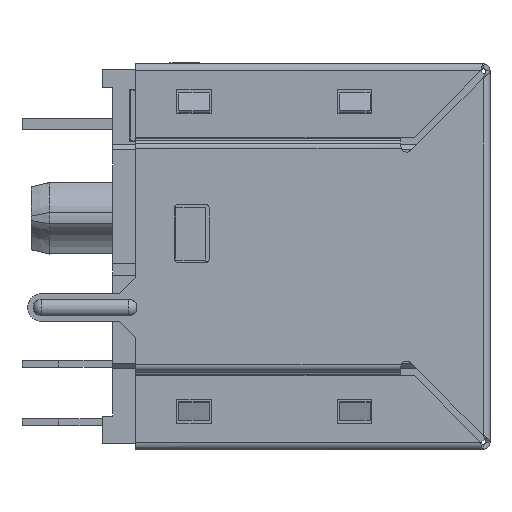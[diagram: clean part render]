
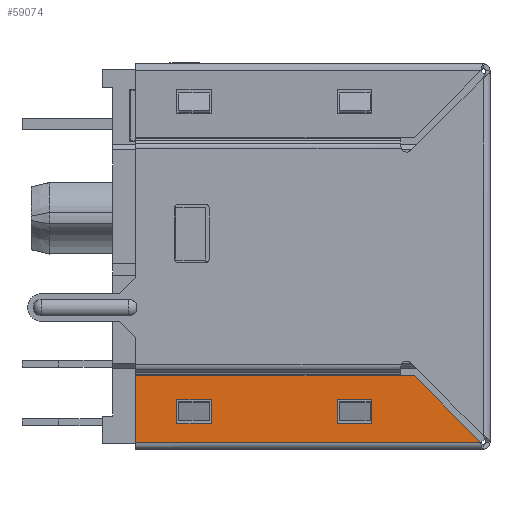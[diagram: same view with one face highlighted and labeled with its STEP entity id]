
A CAD part, left-side view. The second image highlights one B-rep face of the part: STEP entity #59074.
In plain terms, the highlighted planar face has unit normal (-1, 0, 0.018).
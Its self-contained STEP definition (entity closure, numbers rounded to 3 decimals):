
#11340=ORIENTED_EDGE('',*,*,#19489,.F.);
#11341=ORIENTED_EDGE('',*,*,#19490,.F.);
#11342=ORIENTED_EDGE('',*,*,#19491,.F.);
#11343=ORIENTED_EDGE('',*,*,#19492,.F.);
#11344=ORIENTED_EDGE('',*,*,#19493,.F.);
#11345=ORIENTED_EDGE('',*,*,#19494,.F.);
#11346=ORIENTED_EDGE('',*,*,#19495,.F.);
#11347=ORIENTED_EDGE('',*,*,#19496,.F.);
#11348=ORIENTED_EDGE('',*,*,#19497,.T.);
#11349=ORIENTED_EDGE('',*,*,#19453,.T.);
#11350=ORIENTED_EDGE('',*,*,#19457,.T.);
#11351=ORIENTED_EDGE('',*,*,#19498,.T.);
#19453=EDGE_CURVE('',#24264,#24260,#29577,.T.);
#19457=EDGE_CURVE('',#24260,#24266,#29580,.T.);
#19489=EDGE_CURVE('',#24294,#24295,#29612,.T.);
#19490=EDGE_CURVE('',#24296,#24294,#29613,.T.);
#19491=EDGE_CURVE('',#24297,#24296,#29614,.T.);
#19492=EDGE_CURVE('',#24295,#24297,#29615,.T.);
#19493=EDGE_CURVE('',#24298,#24299,#29616,.T.);
#19494=EDGE_CURVE('',#24300,#24298,#29617,.T.);
#19495=EDGE_CURVE('',#24301,#24300,#29618,.T.);
#19496=EDGE_CURVE('',#24299,#24301,#29619,.T.);
#19497=EDGE_CURVE('',#24302,#24264,#29620,.T.);
#19498=EDGE_CURVE('',#24266,#24302,#29621,.T.);
#24260=VERTEX_POINT('',#84239);
#24264=VERTEX_POINT('',#84258);
#24266=VERTEX_POINT('',#84264);
#24294=VERTEX_POINT('',#84330);
#24295=VERTEX_POINT('',#84331);
#24296=VERTEX_POINT('',#84333);
#24297=VERTEX_POINT('',#84335);
#24298=VERTEX_POINT('',#84338);
#24299=VERTEX_POINT('',#84339);
#24300=VERTEX_POINT('',#84341);
#24301=VERTEX_POINT('',#84343);
#24302=VERTEX_POINT('',#84346);
#29577=LINE('',#84257,#34978);
#29580=LINE('',#84265,#34981);
#29612=LINE('',#84329,#35013);
#29613=LINE('',#84332,#35014);
#29614=LINE('',#84334,#35015);
#29615=LINE('',#84336,#35016);
#29616=LINE('',#84337,#35017);
#29617=LINE('',#84340,#35018);
#29618=LINE('',#84342,#35019);
#29619=LINE('',#84344,#35020);
#29620=LINE('',#84345,#35021);
#29621=LINE('',#84347,#35022);
#34978=VECTOR('',#70790,1000.);
#34981=VECTOR('',#70797,1000.);
#35013=VECTOR('',#70839,1000.);
#35014=VECTOR('',#70840,1000.);
#35015=VECTOR('',#70841,1000.);
#35016=VECTOR('',#70842,1000.);
#35017=VECTOR('',#70843,1000.);
#35018=VECTOR('',#70844,1000.);
#35019=VECTOR('',#70845,1000.);
#35020=VECTOR('',#70846,1000.);
#35021=VECTOR('',#70847,1000.);
#35022=VECTOR('',#70848,1000.);
#37587=EDGE_LOOP('',(#11340,#11341,#11342,#11343));
#37588=EDGE_LOOP('',(#11344,#11345,#11346,#11347));
#37589=EDGE_LOOP('',(#11348,#11349,#11350,#11351));
#39902=FACE_BOUND('',#37587,.T.);
#39903=FACE_BOUND('',#37588,.T.);
#39904=FACE_BOUND('',#37589,.T.);
#41926=PLANE('',#61653);
#59074=ADVANCED_FACE('',(#39902,#39903,#39904),#41926,.T.);
#61653=AXIS2_PLACEMENT_3D('',#84328,#70837,#70838);
#70790=DIRECTION('',(0.,-1.,0.));
#70797=DIRECTION('',(0.012,0.707,0.707));
#70837=DIRECTION('',(-1.,0.,0.017));
#70838=DIRECTION('',(0.,1.,0.));
#70839=DIRECTION('',(0.,-1.,0.));
#70840=DIRECTION('',(-0.017,0.,-1.));
#70841=DIRECTION('',(0.,1.,0.));
#70842=DIRECTION('',(0.017,0.,1.));
#70843=DIRECTION('',(0.,-1.,0.));
#70844=DIRECTION('',(-0.017,0.,-1.));
#70845=DIRECTION('',(0.,1.,0.));
#70846=DIRECTION('',(0.017,0.,1.));
#70847=DIRECTION('',(-0.017,0.,-1.));
#70848=DIRECTION('',(0.,1.,0.));
#84239=CARTESIAN_POINT('',(12.956,-10.438,8.316));
#84257=CARTESIAN_POINT('',(12.956,-10.84,8.316));
#84258=CARTESIAN_POINT('',(12.956,4.61,8.316));
#84264=CARTESIAN_POINT('',(13.006,-7.54,11.213));
#84265=CARTESIAN_POINT('',(13.006,-7.54,11.213));
#84328=CARTESIAN_POINT('',(13.066,-10.84,14.646));
#84329=CARTESIAN_POINT('',(12.97,2.81,9.114));
#84330=CARTESIAN_POINT('',(12.97,2.81,9.114));
#84331=CARTESIAN_POINT('',(12.97,1.31,9.114));
#84332=CARTESIAN_POINT('',(12.988,2.81,10.164));
#84333=CARTESIAN_POINT('',(12.988,2.81,10.164));
#84334=CARTESIAN_POINT('',(12.988,2.81,10.164));
#84335=CARTESIAN_POINT('',(12.988,1.31,10.164));
#84336=CARTESIAN_POINT('',(12.988,1.31,10.164));
#84337=CARTESIAN_POINT('',(12.97,-4.19,9.114));
#84338=CARTESIAN_POINT('',(12.97,-4.19,9.114));
#84339=CARTESIAN_POINT('',(12.97,-5.69,9.114));
#84340=CARTESIAN_POINT('',(12.988,-4.19,10.164));
#84341=CARTESIAN_POINT('',(12.988,-4.19,10.164));
#84342=CARTESIAN_POINT('',(12.988,-4.19,10.164));
#84343=CARTESIAN_POINT('',(12.988,-5.69,10.164));
#84344=CARTESIAN_POINT('',(12.988,-5.69,10.164));
#84345=CARTESIAN_POINT('',(12.954,4.61,8.214));
#84346=CARTESIAN_POINT('',(13.006,4.61,11.213));
#84347=CARTESIAN_POINT('',(13.006,4.56,11.213));
